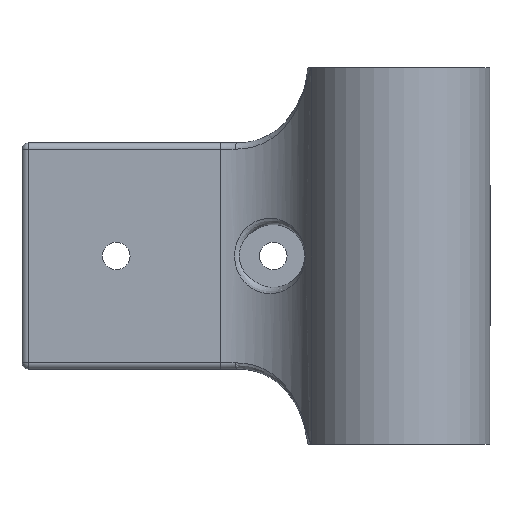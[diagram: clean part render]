
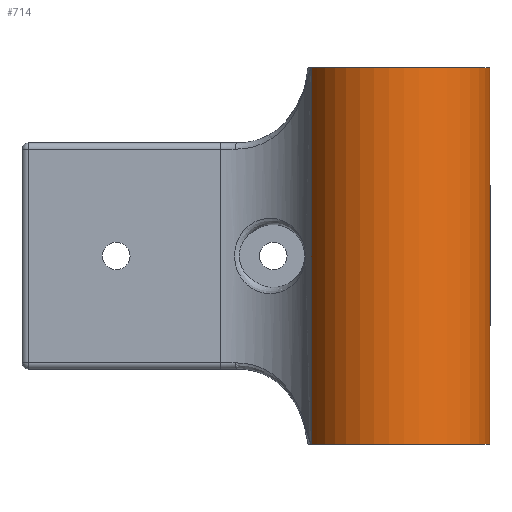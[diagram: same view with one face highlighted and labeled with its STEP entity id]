
A CAD part, left-side view. The second image highlights one B-rep face of the part: STEP entity #714.
In plain terms, the highlighted cylindrical face has radius 14.5 mm (diameter 29 mm), a partial arc.
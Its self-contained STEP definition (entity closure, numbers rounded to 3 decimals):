
#30=B_SPLINE_CURVE_WITH_KNOTS('',3,(#1383,#1384,#1385,#1386,#1387,#1388,
#1389,#1390),.UNSPECIFIED.,.F.,.F.,(4,2,2,4),(0.,0.,0.006,
0.012),.UNSPECIFIED.);
#31=B_SPLINE_CURVE_WITH_KNOTS('',3,(#1401,#1402,#1403,#1404,#1405,#1406,
#1407,#1408,#1409,#1410),.UNSPECIFIED.,.F.,.F.,(4,2,2,2,4),(0.,0.,
0.004,0.012,0.012),.UNSPECIFIED.);
#96=FACE_OUTER_BOUND('',#142,.T.);
#142=EDGE_LOOP('',(#545,#546,#547,#548,#549,#550,#551,#552));
#200=LINE('',#1399,#245);
#201=LINE('',#1414,#246);
#202=LINE('',#1416,#247);
#203=LINE('',#1418,#248);
#245=VECTOR('',#939,10.);
#246=VECTOR('',#942,10.);
#247=VECTOR('',#943,10.);
#248=VECTOR('',#944,10.);
#286=CIRCLE('',#793,14.5);
#287=CIRCLE('',#794,14.5);
#337=VERTEX_POINT('',#1216);
#340=VERTEX_POINT('',#1264);
#342=VERTEX_POINT('',#1398);
#343=VERTEX_POINT('',#1400);
#344=VERTEX_POINT('',#1411);
#345=VERTEX_POINT('',#1413);
#346=VERTEX_POINT('',#1415);
#347=VERTEX_POINT('',#1417);
#415=EDGE_CURVE('',#340,#337,#30,.T.);
#419=EDGE_CURVE('',#340,#342,#200,.T.);
#420=EDGE_CURVE('',#343,#342,#31,.T.);
#421=EDGE_CURVE('',#343,#344,#286,.T.);
#422=EDGE_CURVE('',#345,#344,#201,.T.);
#423=EDGE_CURVE('',#346,#345,#202,.T.);
#424=EDGE_CURVE('',#346,#347,#203,.T.);
#425=EDGE_CURVE('',#337,#347,#287,.T.);
#545=ORIENTED_EDGE('',*,*,#415,.F.);
#546=ORIENTED_EDGE('',*,*,#419,.T.);
#547=ORIENTED_EDGE('',*,*,#420,.F.);
#548=ORIENTED_EDGE('',*,*,#421,.T.);
#549=ORIENTED_EDGE('',*,*,#422,.F.);
#550=ORIENTED_EDGE('',*,*,#423,.F.);
#551=ORIENTED_EDGE('',*,*,#424,.T.);
#552=ORIENTED_EDGE('',*,*,#425,.F.);
#688=CYLINDRICAL_SURFACE('',#792,14.5);
#714=ADVANCED_FACE('',(#96),#688,.T.);
#792=AXIS2_PLACEMENT_3D('',#1397,#937,#938);
#793=AXIS2_PLACEMENT_3D('',#1412,#940,#941);
#794=AXIS2_PLACEMENT_3D('',#1419,#945,#946);
#937=DIRECTION('center_axis',(0.,0.,1.));
#938=DIRECTION('ref_axis',(-1.,0.,0.));
#939=DIRECTION('',(0.,0.,-1.));
#940=DIRECTION('center_axis',(0.,0.,1.));
#941=DIRECTION('ref_axis',(-1.,0.,0.));
#942=DIRECTION('',(0.,0.,-1.));
#943=DIRECTION('',(0.,0.,-1.));
#944=DIRECTION('',(0.,0.,1.));
#945=DIRECTION('center_axis',(0.,0.,1.));
#946=DIRECTION('ref_axis',(-1.,0.,0.));
#1216=CARTESIAN_POINT('',(5.956,23.925,30.));
#1264=CARTESIAN_POINT('',(6.068,23.957,29.98));
#1383=CARTESIAN_POINT('Ctrl Pts',(6.068,23.957,29.98));
#1384=CARTESIAN_POINT('Ctrl Pts',(6.068,23.957,29.98));
#1385=CARTESIAN_POINT('Ctrl Pts',(6.067,23.957,29.98));
#1386=CARTESIAN_POINT('Ctrl Pts',(6.051,23.952,29.987));
#1387=CARTESIAN_POINT('Ctrl Pts',(6.034,23.947,29.992));
#1388=CARTESIAN_POINT('Ctrl Pts',(5.996,23.936,29.998));
#1389=CARTESIAN_POINT('Ctrl Pts',(5.976,23.931,30.));
#1390=CARTESIAN_POINT('Ctrl Pts',(5.956,23.925,30.));
#1397=CARTESIAN_POINT('Origin',(10.,10.,-30.));
#1398=CARTESIAN_POINT('',(6.068,23.957,-29.98));
#1399=CARTESIAN_POINT('',(6.068,23.957,-21.));
#1400=CARTESIAN_POINT('',(5.956,23.925,-30.));
#1401=CARTESIAN_POINT('Ctrl Pts',(5.956,23.925,-30.));
#1402=CARTESIAN_POINT('Ctrl Pts',(5.956,23.925,-30.));
#1403=CARTESIAN_POINT('Ctrl Pts',(5.957,23.925,-30.));
#1404=CARTESIAN_POINT('Ctrl Pts',(5.971,23.929,-30.));
#1405=CARTESIAN_POINT('Ctrl Pts',(5.985,23.933,-29.999));
#1406=CARTESIAN_POINT('Ctrl Pts',(6.022,23.944,-29.995));
#1407=CARTESIAN_POINT('Ctrl Pts',(6.045,23.95,-29.989));
#1408=CARTESIAN_POINT('Ctrl Pts',(6.067,23.957,-29.98));
#1409=CARTESIAN_POINT('Ctrl Pts',(6.068,23.957,-29.98));
#1410=CARTESIAN_POINT('Ctrl Pts',(6.068,23.957,-29.98));
#1411=CARTESIAN_POINT('',(10.,-4.5,-30.));
#1412=CARTESIAN_POINT('Origin',(10.,10.,-30.));
#1413=CARTESIAN_POINT('',(10.,-4.5,-10.));
#1414=CARTESIAN_POINT('',(10.,-4.5,0.));
#1415=CARTESIAN_POINT('',(10.,-4.5,10.));
#1416=CARTESIAN_POINT('',(10.,-4.5,0.));
#1417=CARTESIAN_POINT('',(10.,-4.5,30.));
#1418=CARTESIAN_POINT('',(10.,-4.5,-30.));
#1419=CARTESIAN_POINT('Origin',(10.,10.,30.));
